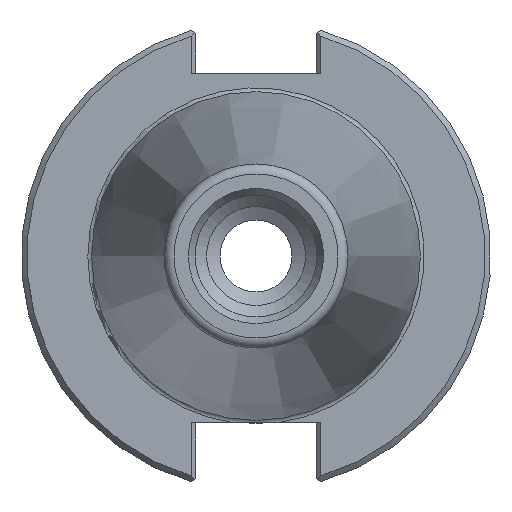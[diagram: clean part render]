
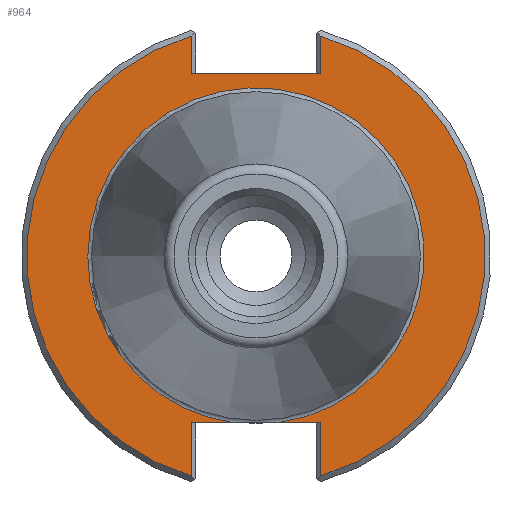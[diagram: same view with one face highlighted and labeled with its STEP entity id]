
A CAD part, left-side view. The second image highlights one B-rep face of the part: STEP entity #964.
In plain terms, the highlighted planar face has unit normal (-1, 0, 0).
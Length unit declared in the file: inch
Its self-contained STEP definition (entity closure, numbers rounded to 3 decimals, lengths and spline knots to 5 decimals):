
#494=CARTESIAN_POINT('',(0.125,0.345,0.972));
#495=VERTEX_POINT('',#494);
#502=CARTESIAN_POINT('',(0.125,-0.345,0.972));
#503=VERTEX_POINT('',#502);
#504=CARTESIAN_POINT('',(0.125,0.345,0.972));
#505=DIRECTION('',(0.0,-1.0,0.0));
#506=VECTOR('',#505,0.69);
#507=LINE('',#504,#506);
#508=EDGE_CURVE('',#495,#503,#507,.T.);
#854=CARTESIAN_POINT('',(0.125,-0.11172,-0.888));
#855=VERTEX_POINT('',#854);
#856=CARTESIAN_POINT('',(0.125,0.11172,-0.888));
#857=VERTEX_POINT('',#856);
#872=CARTESIAN_POINT('',(0.125,0.0,0.0));
#873=DIRECTION('',(-1.0,0.0,0.0));
#874=DIRECTION('',(0.0,-1.0,0.0));
#875=AXIS2_PLACEMENT_3D('',#872,#873,#874);
#876=CIRCLE('',#875,0.895);
#877=EDGE_CURVE('',#855,#857,#876,.T.);
#893=CARTESIAN_POINT('',(0.125,1.0625,0.0));
#894=DIRECTION('',(-1.0,0.0,0.0));
#895=DIRECTION('',(0.0,0.0,1.0));
#896=AXIS2_PLACEMENT_3D('',#893,#894,#895);
#897=PLANE('',#896);
#898=ORIENTED_EDGE('',*,*,#877,.F.);
#899=CARTESIAN_POINT('',(0.125,-0.345,-0.888));
#900=VERTEX_POINT('',#899);
#901=CARTESIAN_POINT('',(0.125,-0.345,-0.888));
#902=DIRECTION('',(0.0,1.0,0.0));
#903=VECTOR('',#902,0.23328);
#904=LINE('',#901,#903);
#905=EDGE_CURVE('',#900,#855,#904,.T.);
#906=ORIENTED_EDGE('',*,*,#905,.F.);
#907=CARTESIAN_POINT('',(0.125,-0.345,-1.1702));
#908=VERTEX_POINT('',#907);
#909=CARTESIAN_POINT('',(0.125,-0.345,-1.1702));
#910=DIRECTION('',(0.0,0.0,1.0));
#911=VECTOR('',#910,0.2822);
#912=LINE('',#909,#911);
#913=EDGE_CURVE('',#908,#900,#912,.T.);
#914=ORIENTED_EDGE('',*,*,#913,.F.);
#915=CARTESIAN_POINT('',(0.125,-0.345,1.1702));
#916=VERTEX_POINT('',#915);
#917=CARTESIAN_POINT('',(0.125,0.0,0.0));
#918=DIRECTION('',(1.0,0.0,0.0));
#919=DIRECTION('',(0.0,-1.0,0.0));
#920=AXIS2_PLACEMENT_3D('',#917,#918,#919);
#921=CIRCLE('',#920,1.22);
#922=EDGE_CURVE('',#916,#908,#921,.T.);
#923=ORIENTED_EDGE('',*,*,#922,.F.);
#924=CARTESIAN_POINT('',(0.125,-0.345,0.972));
#925=DIRECTION('',(0.0,0.0,1.0));
#926=VECTOR('',#925,0.1982);
#927=LINE('',#924,#926);
#928=EDGE_CURVE('',#503,#916,#927,.T.);
#929=ORIENTED_EDGE('',*,*,#928,.F.);
#930=ORIENTED_EDGE('',*,*,#508,.F.);
#931=CARTESIAN_POINT('',(0.125,0.345,1.1702));
#932=VERTEX_POINT('',#931);
#933=CARTESIAN_POINT('',(0.125,0.345,1.1702));
#934=DIRECTION('',(0.0,0.0,-1.0));
#935=VECTOR('',#934,0.1982);
#936=LINE('',#933,#935);
#937=EDGE_CURVE('',#932,#495,#936,.T.);
#938=ORIENTED_EDGE('',*,*,#937,.F.);
#939=CARTESIAN_POINT('',(0.125,0.345,-1.1702));
#940=VERTEX_POINT('',#939);
#941=CARTESIAN_POINT('',(0.125,0.0,0.0));
#942=DIRECTION('',(1.0,0.0,0.0));
#943=DIRECTION('',(0.0,1.0,0.0));
#944=AXIS2_PLACEMENT_3D('',#941,#942,#943);
#945=CIRCLE('',#944,1.22);
#946=EDGE_CURVE('',#940,#932,#945,.T.);
#947=ORIENTED_EDGE('',*,*,#946,.F.);
#948=CARTESIAN_POINT('',(0.125,0.345,-0.888));
#949=VERTEX_POINT('',#948);
#950=CARTESIAN_POINT('',(0.125,0.345,-0.888));
#951=DIRECTION('',(0.0,0.0,-1.0));
#952=VECTOR('',#951,0.2822);
#953=LINE('',#950,#952);
#954=EDGE_CURVE('',#949,#940,#953,.T.);
#955=ORIENTED_EDGE('',*,*,#954,.F.);
#956=CARTESIAN_POINT('',(0.125,0.11172,-0.888));
#957=DIRECTION('',(0.0,1.0,0.0));
#958=VECTOR('',#957,0.23328);
#959=LINE('',#956,#958);
#960=EDGE_CURVE('',#857,#949,#959,.T.);
#961=ORIENTED_EDGE('',*,*,#960,.F.);
#962=EDGE_LOOP('',(#898,#906,#914,#923,#929,#930,#938,#947,#955,#961));
#963=FACE_OUTER_BOUND('',#962,.T.);
#964=ADVANCED_FACE('',(#963),#897,.T.);
